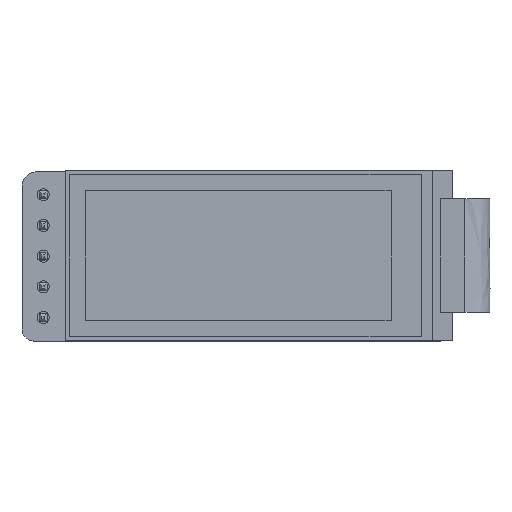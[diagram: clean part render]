
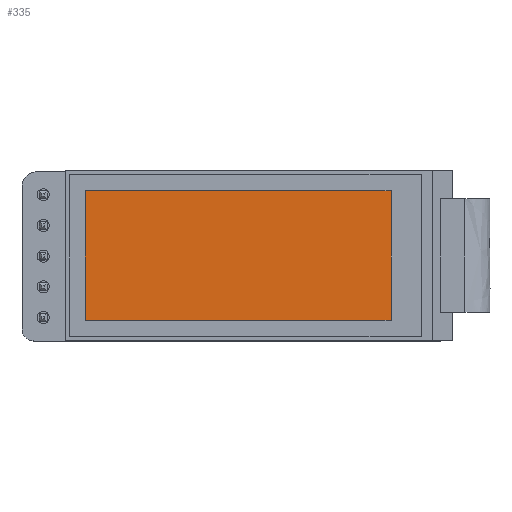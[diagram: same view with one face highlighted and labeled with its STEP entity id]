
A CAD part, top view. The second image highlights one B-rep face of the part: STEP entity #335.
In plain terms, the highlighted free-form (B-spline) face has degree [1, 1] with [2, 2] control points.
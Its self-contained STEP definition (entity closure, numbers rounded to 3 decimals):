
#71 = B_SPLINE_SURFACE_WITH_KNOTS('',1,1,(
    (#72,#73)
    ,(#74,#75
    )),.UNSPECIFIED.,.F.,.F.,.F.,(2,2),(2,2),(0.,10.744),(0.,0.23),
  .PIECEWISE_BEZIER_KNOTS.);
#72 = CARTESIAN_POINT('',(22.,24.,0.));
#73 = CARTESIAN_POINT('',(22.,24.,0.23));
#74 = CARTESIAN_POINT('',(22.,13.256,0.));
#75 = CARTESIAN_POINT('',(22.,13.256,0.23));
#94 = VERTEX_POINT('',#95);
#95 = CARTESIAN_POINT('',(22.,13.256,0.23));
#107 = B_SPLINE_SURFACE_WITH_KNOTS('',1,1,(
    (#108,#109)
    ,(#110,#111
    )),.UNSPECIFIED.,.F.,.F.,.F.,(2,2),(2,2),(0.,25.28),(0.,0.23),
  .PIECEWISE_BEZIER_KNOTS.);
#108 = CARTESIAN_POINT('',(22.,13.256,0.));
#109 = CARTESIAN_POINT('',(22.,13.256,0.23));
#110 = CARTESIAN_POINT('',(47.28,13.256,0.));
#111 = CARTESIAN_POINT('',(47.28,13.256,0.23));
#118 = EDGE_CURVE('',#119,#94,#121,.T.);
#119 = VERTEX_POINT('',#120);
#120 = CARTESIAN_POINT('',(22.,24.,0.23));
#121 = SURFACE_CURVE('',#122,(#125,#131),.PCURVE_S1.);
#122 = B_SPLINE_CURVE_WITH_KNOTS('',1,(#123,#124),.UNSPECIFIED.,.F.,.F.,
  (2,2),(-10.744,0.),.PIECEWISE_BEZIER_KNOTS.);
#123 = CARTESIAN_POINT('',(22.,24.,0.23));
#124 = CARTESIAN_POINT('',(22.,13.256,0.23));
#125 = PCURVE('',#71,#126);
#126 = DEFINITIONAL_REPRESENTATION('',(#127),#130);
#127 = B_SPLINE_CURVE_WITH_KNOTS('',1,(#128,#129),.UNSPECIFIED.,.F.,.F.,
  (2,2),(-10.744,0.),.PIECEWISE_BEZIER_KNOTS.);
#128 = CARTESIAN_POINT('',(0.,0.23));
#129 = CARTESIAN_POINT('',(10.744,0.23));
#130 = ( GEOMETRIC_REPRESENTATION_CONTEXT(2) 
PARAMETRIC_REPRESENTATION_CONTEXT() REPRESENTATION_CONTEXT('2D SPACE',''
  ) );
#131 = PCURVE('',#132,#137);
#132 = B_SPLINE_SURFACE_WITH_KNOTS('',1,1,(
    (#133,#134)
    ,(#135,#136
    )),.UNSPECIFIED.,.F.,.F.,.F.,(2,2),(2,2),(-12.64,12.64),(-5.372,
    5.372),.PIECEWISE_BEZIER_KNOTS.);
#133 = CARTESIAN_POINT('',(22.,13.256,0.23));
#134 = CARTESIAN_POINT('',(22.,24.,0.23));
#135 = CARTESIAN_POINT('',(47.28,13.256,0.23));
#136 = CARTESIAN_POINT('',(47.28,24.,0.23));
#137 = DEFINITIONAL_REPRESENTATION('',(#138),#141);
#138 = B_SPLINE_CURVE_WITH_KNOTS('',1,(#139,#140),.UNSPECIFIED.,.F.,.F.,
  (2,2),(-10.744,0.),.PIECEWISE_BEZIER_KNOTS.);
#139 = CARTESIAN_POINT('',(-12.64,5.372));
#140 = CARTESIAN_POINT('',(-12.64,-5.372));
#141 = ( GEOMETRIC_REPRESENTATION_CONTEXT(2) 
PARAMETRIC_REPRESENTATION_CONTEXT() REPRESENTATION_CONTEXT('2D SPACE',''
  ) );
#155 = B_SPLINE_SURFACE_WITH_KNOTS('',1,1,(
    (#156,#157)
    ,(#158,#159
    )),.UNSPECIFIED.,.F.,.F.,.F.,(2,2),(2,2),(0.,25.28),(0.,0.23),
  .PIECEWISE_BEZIER_KNOTS.);
#156 = CARTESIAN_POINT('',(47.28,24.,0.));
#157 = CARTESIAN_POINT('',(47.28,24.,0.23));
#158 = CARTESIAN_POINT('',(22.,24.,0.));
#159 = CARTESIAN_POINT('',(22.,24.,0.23));
#190 = EDGE_CURVE('',#191,#119,#193,.T.);
#191 = VERTEX_POINT('',#192);
#192 = CARTESIAN_POINT('',(47.28,24.,0.23));
#193 = SURFACE_CURVE('',#194,(#197,#203),.PCURVE_S1.);
#194 = B_SPLINE_CURVE_WITH_KNOTS('',1,(#195,#196),.UNSPECIFIED.,.F.,.F.,
  (2,2),(-25.28,0.),.PIECEWISE_BEZIER_KNOTS.);
#195 = CARTESIAN_POINT('',(47.28,24.,0.23));
#196 = CARTESIAN_POINT('',(22.,24.,0.23));
#197 = PCURVE('',#155,#198);
#198 = DEFINITIONAL_REPRESENTATION('',(#199),#202);
#199 = B_SPLINE_CURVE_WITH_KNOTS('',1,(#200,#201),.UNSPECIFIED.,.F.,.F.,
  (2,2),(-25.28,0.),.PIECEWISE_BEZIER_KNOTS.);
#200 = CARTESIAN_POINT('',(0.,0.23));
#201 = CARTESIAN_POINT('',(25.28,0.23));
#202 = ( GEOMETRIC_REPRESENTATION_CONTEXT(2) 
PARAMETRIC_REPRESENTATION_CONTEXT() REPRESENTATION_CONTEXT('2D SPACE',''
  ) );
#203 = PCURVE('',#132,#204);
#204 = DEFINITIONAL_REPRESENTATION('',(#205),#208);
#205 = B_SPLINE_CURVE_WITH_KNOTS('',1,(#206,#207),.UNSPECIFIED.,.F.,.F.,
  (2,2),(-25.28,0.),.PIECEWISE_BEZIER_KNOTS.);
#206 = CARTESIAN_POINT('',(12.64,5.372));
#207 = CARTESIAN_POINT('',(-12.64,5.372));
#208 = ( GEOMETRIC_REPRESENTATION_CONTEXT(2) 
PARAMETRIC_REPRESENTATION_CONTEXT() REPRESENTATION_CONTEXT('2D SPACE',''
  ) );
#222 = B_SPLINE_SURFACE_WITH_KNOTS('',1,1,(
    (#223,#224)
    ,(#225,#226
    )),.UNSPECIFIED.,.F.,.F.,.F.,(2,2),(2,2),(0.,10.744),(0.,0.23),
  .PIECEWISE_BEZIER_KNOTS.);
#223 = CARTESIAN_POINT('',(47.28,13.256,0.));
#224 = CARTESIAN_POINT('',(47.28,13.256,0.23));
#225 = CARTESIAN_POINT('',(47.28,24.,0.));
#226 = CARTESIAN_POINT('',(47.28,24.,0.23));
#257 = EDGE_CURVE('',#258,#191,#260,.T.);
#258 = VERTEX_POINT('',#259);
#259 = CARTESIAN_POINT('',(47.28,13.256,0.23));
#260 = SURFACE_CURVE('',#261,(#264,#270),.PCURVE_S1.);
#261 = B_SPLINE_CURVE_WITH_KNOTS('',1,(#262,#263),.UNSPECIFIED.,.F.,.F.,
  (2,2),(-10.744,0.),.PIECEWISE_BEZIER_KNOTS.);
#262 = CARTESIAN_POINT('',(47.28,13.256,0.23));
#263 = CARTESIAN_POINT('',(47.28,24.,0.23));
#264 = PCURVE('',#222,#265);
#265 = DEFINITIONAL_REPRESENTATION('',(#266),#269);
#266 = B_SPLINE_CURVE_WITH_KNOTS('',1,(#267,#268),.UNSPECIFIED.,.F.,.F.,
  (2,2),(-10.744,0.),.PIECEWISE_BEZIER_KNOTS.);
#267 = CARTESIAN_POINT('',(0.,0.23));
#268 = CARTESIAN_POINT('',(10.744,0.23));
#269 = ( GEOMETRIC_REPRESENTATION_CONTEXT(2) 
PARAMETRIC_REPRESENTATION_CONTEXT() REPRESENTATION_CONTEXT('2D SPACE',''
  ) );
#270 = PCURVE('',#132,#271);
#271 = DEFINITIONAL_REPRESENTATION('',(#272),#275);
#272 = B_SPLINE_CURVE_WITH_KNOTS('',1,(#273,#274),.UNSPECIFIED.,.F.,.F.,
  (2,2),(-10.744,0.),.PIECEWISE_BEZIER_KNOTS.);
#273 = CARTESIAN_POINT('',(12.64,-5.372));
#274 = CARTESIAN_POINT('',(12.64,5.372));
#275 = ( GEOMETRIC_REPRESENTATION_CONTEXT(2) 
PARAMETRIC_REPRESENTATION_CONTEXT() REPRESENTATION_CONTEXT('2D SPACE',''
  ) );
#317 = EDGE_CURVE('',#94,#258,#318,.T.);
#318 = SURFACE_CURVE('',#319,(#322,#328),.PCURVE_S1.);
#319 = B_SPLINE_CURVE_WITH_KNOTS('',1,(#320,#321),.UNSPECIFIED.,.F.,.F.,
  (2,2),(-25.28,0.),.PIECEWISE_BEZIER_KNOTS.);
#320 = CARTESIAN_POINT('',(22.,13.256,0.23));
#321 = CARTESIAN_POINT('',(47.28,13.256,0.23));
#322 = PCURVE('',#107,#323);
#323 = DEFINITIONAL_REPRESENTATION('',(#324),#327);
#324 = B_SPLINE_CURVE_WITH_KNOTS('',1,(#325,#326),.UNSPECIFIED.,.F.,.F.,
  (2,2),(-25.28,0.),.PIECEWISE_BEZIER_KNOTS.);
#325 = CARTESIAN_POINT('',(0.,0.23));
#326 = CARTESIAN_POINT('',(25.28,0.23));
#327 = ( GEOMETRIC_REPRESENTATION_CONTEXT(2) 
PARAMETRIC_REPRESENTATION_CONTEXT() REPRESENTATION_CONTEXT('2D SPACE',''
  ) );
#328 = PCURVE('',#132,#329);
#329 = DEFINITIONAL_REPRESENTATION('',(#330),#333);
#330 = B_SPLINE_CURVE_WITH_KNOTS('',1,(#331,#332),.UNSPECIFIED.,.F.,.F.,
  (2,2),(-25.28,0.),.PIECEWISE_BEZIER_KNOTS.);
#331 = CARTESIAN_POINT('',(-12.64,-5.372));
#332 = CARTESIAN_POINT('',(12.64,-5.372));
#333 = ( GEOMETRIC_REPRESENTATION_CONTEXT(2) 
PARAMETRIC_REPRESENTATION_CONTEXT() REPRESENTATION_CONTEXT('2D SPACE',''
  ) );
#335 = ADVANCED_FACE('',(#336),#132,.T.);
#336 = FACE_BOUND('',#337,.T.);
#337 = EDGE_LOOP('',(#338,#339,#340,#341));
#338 = ORIENTED_EDGE('',*,*,#317,.T.);
#339 = ORIENTED_EDGE('',*,*,#257,.T.);
#340 = ORIENTED_EDGE('',*,*,#190,.T.);
#341 = ORIENTED_EDGE('',*,*,#118,.T.);
